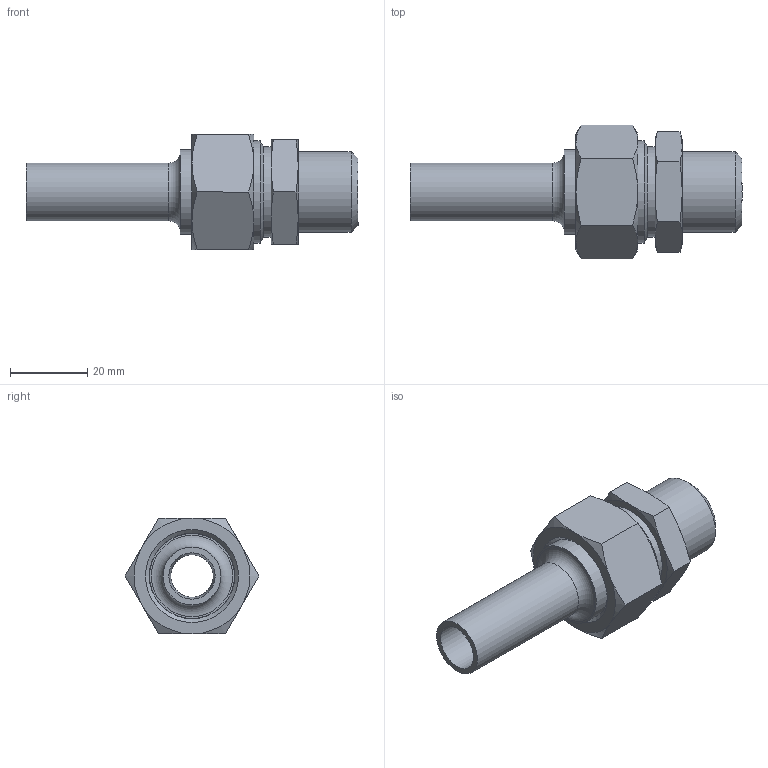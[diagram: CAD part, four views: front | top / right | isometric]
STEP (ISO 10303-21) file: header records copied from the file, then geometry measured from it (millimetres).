
FILE_DESCRIPTION(/* description */ (''),/* implementation_level */ '2;1');
FILE_NAME(/* name */ '35400.stp',/* time_stamp */ '2014-04-01T20:52:45+02:00',/* author */ ('bruh'),/* organization */ (''),/* preprocessor_version */ 'ST-DEVELOPER v15.2',/* originating_system */ 'Autodesk Inventor 2014',/* authorisation */ '');
FILE_SCHEMA (('AUTOMOTIVE_DESIGN { 1 0 10303 214 3 1 1 }'));
Length unit declared in the file: millimetre
Products named in the file (4): 101135; 101034; 400957; 35400
Bounding box: 86 x 34.64 x 30 mm (x, y, z)
Volume: 19202.2 mm3; surface area: 13586.1 mm2
Topology: 3 solids, 3 shells, 68 faces, 141 edges, 83 vertices
Faces by surface type: cone 33, plane 22, cylinder 11, torus 2
Full cylindrical faces by diameter (mm): 12 x1, 15 x2, 17.5 x1, 20.955 x1, 22 x1, 22.1 x1, 23.4 x1, 24 x1, 24.117 x1, 26.441 x1
Entity records: 1696 total; most frequent: CARTESIAN_POINT 363, DIRECTION 270, ORIENTED_EDGE 228, AXIS2_PLACEMENT_3D 129, EDGE_CURVE 114, EDGE_LOOP 100, VERTEX_POINT 78, ADVANCED_FACE 68
